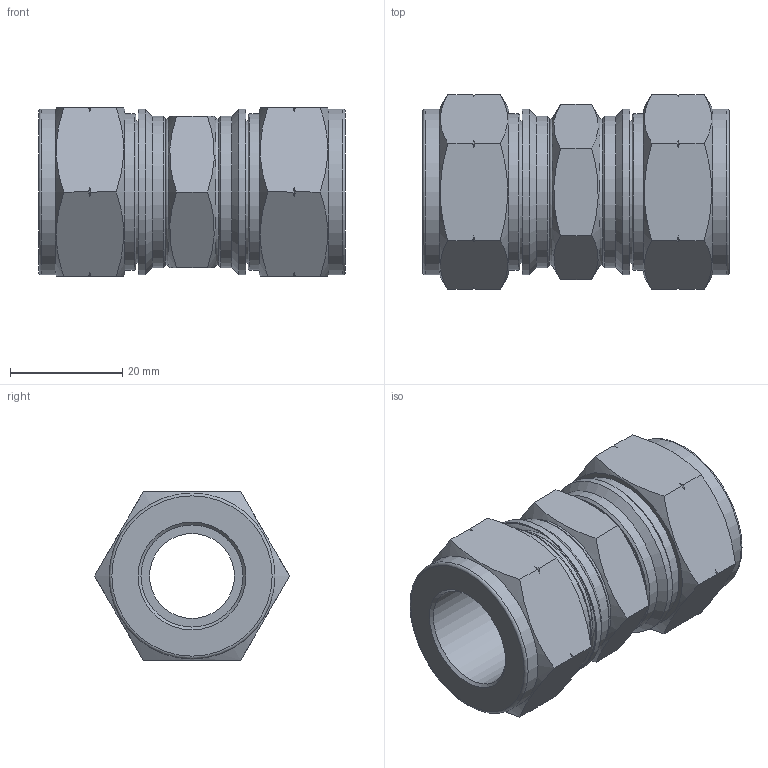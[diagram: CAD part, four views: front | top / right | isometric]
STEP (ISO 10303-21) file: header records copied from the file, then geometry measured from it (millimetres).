
FILE_DESCRIPTION(/* description */ (''),/* implementation_level */ '2;1');
FILE_NAME(/* name */ 'SUI-18M.stp',/* time_stamp */ '2022-07-08T14:41:37+09:00',/* author */ ('user'),/* organization */ (''),/* preprocessor_version */ 'ST-DEVELOPER v18.1',/* originating_system */ 'Autodesk Inventor 2022',/* authorisation */ '');
FILE_SCHEMA (('AUTOMOTIVE_DESIGN { 1 0 10303 214 3 1 1 }'));
Length unit declared in the file: millimetre
Products named in the file (1): SU-18M
Bounding box: 54.57 x 34.64 x 30 mm (x, y, z)
Volume: 23398.4 mm3; surface area: 12019.1 mm2
Topology: 3 solids, 3 shells, 97 faces, 229 edges, 146 vertices
Faces by surface type: cone 42, plane 32, cylinder 17, torus 6
Full cylindrical faces by diameter (mm): 15.1 x1, 18.15 x2, 23.7 x2, 24.2 x2, 25.4 x2, 26.9 x2, 27.8 x2, 29.5 x4
Entity records: 2750 total; most frequent: CARTESIAN_POINT 641, ORIENTED_EDGE 458, DIRECTION 421, EDGE_CURVE 229, AXIS2_PLACEMENT_3D 178, VERTEX_POINT 146, EDGE_LOOP 111, FACE_OUTER_BOUND 97
